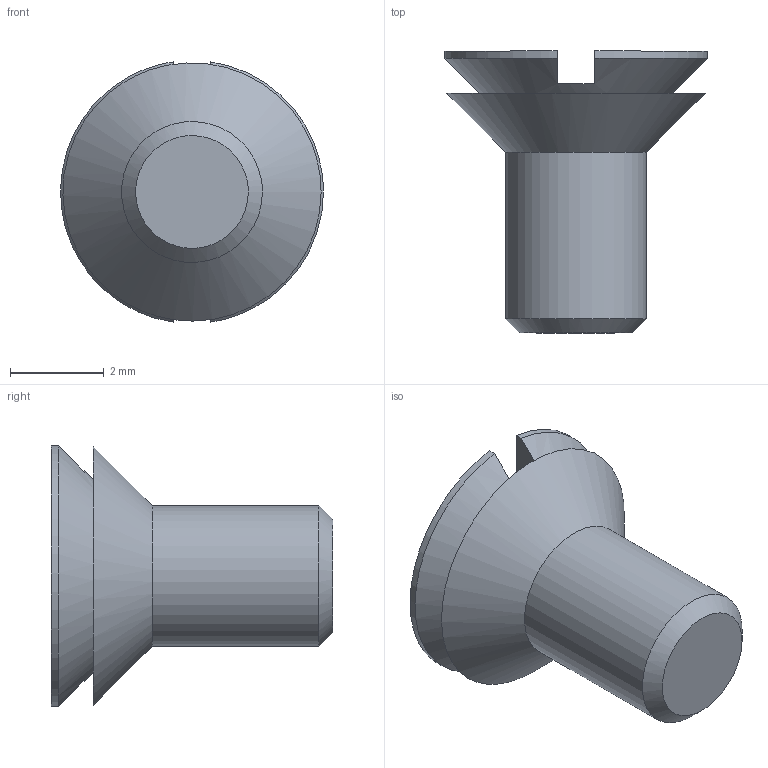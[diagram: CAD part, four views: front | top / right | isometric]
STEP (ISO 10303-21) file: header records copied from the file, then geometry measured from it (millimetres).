
FILE_DESCRIPTION(( 'HARTING HARTING HARTING HARTING HARTING HARTING HARTING HARTING HARTING', 'This Document is valid for Parts No. 09 20 000 9918'),'2;1');
FILE_NAME('MD_09200009918_R410649.stp', '2012-05-16T15:46:28',('ITIS-4b'),('HARTING KGaA, D-32339 Espelkamp'), 'I-DEAS Master Series 10','HP-UNIX','Yes');
FILE_SCHEMA(('AUTOMOTIVE_DESIGN { 1 0 10303 214 1 1 1 1 }'));
Length unit declared in the file: millimetre
Products named in the file (1): MD 09 20 000 9918
Bounding box: 5.6 x 6 x 5.54 mm (x, y, z)
Volume: 60.5 mm3; surface area: 124.5 mm2
Topology: 1 solids, 1 shells, 111 faces, 276 edges, 183 vertices
Faces by surface type: bspline 111
Entity records: 3689 total; most frequent: CARTESIAN_POINT 1755, ORIENTED_EDGE 552, EDGE_CURVE 276, VERTEX_POINT 183, QUASI_UNIFORM_CURVE 159, OVER_RIDING_STYLED_ITEM 139, EDGE_LOOP 127, FACE_OUTER_BOUND 111
